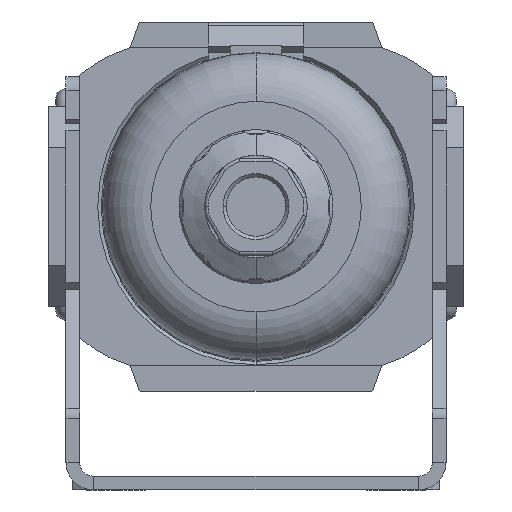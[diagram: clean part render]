
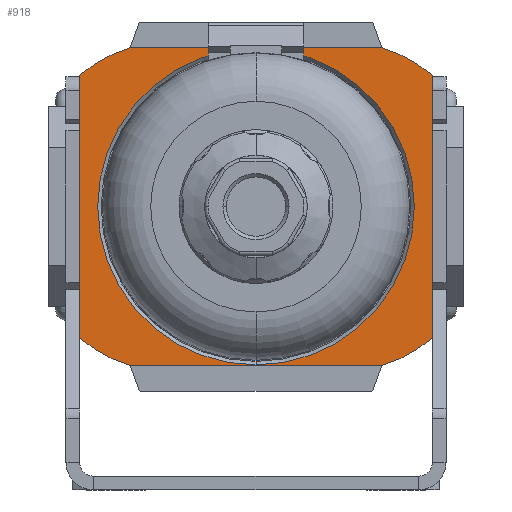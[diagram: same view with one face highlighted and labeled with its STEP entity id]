
A CAD part, front view. The second image highlights one B-rep face of the part: STEP entity #918.
In plain terms, the highlighted planar face has unit normal (0, -1, 0).
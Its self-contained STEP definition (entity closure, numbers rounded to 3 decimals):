
#148 = CARTESIAN_POINT ( 'NONE',  ( 25.5, -31., 19. ) ) ;
#265 = EDGE_CURVE ( 'NONE', #3230, #7223, #2156, .T. ) ;
#372 = ORIENTED_EDGE ( 'NONE', *, *, #10971, .T. ) ;
#429 = EDGE_CURVE ( 'NONE', #1025, #3230, #5120, .T. ) ;
#520 = DIRECTION ( 'NONE',  ( 0., 0., 1. ) ) ;
#650 = CARTESIAN_POINT ( 'NONE',  ( 12.441, -31., -3.852 ) ) ;
#744 = CARTESIAN_POINT ( 'NONE',  ( -25.5, -31., 26.7 ) ) ;
#918 = ADVANCED_FACE ( 'NONE', ( #7908, #2888 ), #9952, .F. ) ;
#1025 = VERTEX_POINT ( 'NONE', #1647 ) ;
#1091 = ORIENTED_EDGE ( 'NONE', *, *, #5063, .T. ) ;
#1164 = CIRCLE ( 'NONE', #3473, 20. ) ;
#1221 = EDGE_CURVE ( 'NONE', #4072, #3875, #9748, .T. ) ;
#1579 = EDGE_LOOP ( 'NONE', ( #10194, #2776 ) ) ;
#1627 = DIRECTION ( 'NONE',  ( 1., 0., 0. ) ) ;
#1646 = CARTESIAN_POINT ( 'NONE',  ( 25.5, -31., 26.7 ) ) ;
#1647 = CARTESIAN_POINT ( 'NONE',  ( 18.217, -31., 23. ) ) ;
#2156 = CIRCLE ( 'NONE', #8208, 20. ) ;
#2185 = AXIS2_PLACEMENT_3D ( 'NONE', #5249, #11863, #6224 ) ;
#2419 = AXIS2_PLACEMENT_3D ( 'NONE', #650, #7317, #1627 ) ;
#2776 = ORIENTED_EDGE ( 'NONE', *, *, #6142, .T. ) ;
#2848 = AXIS2_PLACEMENT_3D ( 'NONE', #8961, #3306, #9925 ) ;
#2887 = EDGE_CURVE ( 'NONE', #6320, #7635, #10939, .T. ) ;
#2888 = FACE_OUTER_BOUND ( 'NONE', #3462, .T. ) ;
#2910 = EDGE_CURVE ( 'NONE', #1025, #11081, #1164, .T. ) ;
#3230 = VERTEX_POINT ( 'NONE', #8996 ) ;
#3306 = DIRECTION ( 'NONE',  ( 0., 1., 0. ) ) ;
#3345 = DIRECTION ( 'NONE',  ( 0., 1., 0. ) ) ;
#3436 = CARTESIAN_POINT ( 'NONE',  ( -25.5, -31., -19. ) ) ;
#3438 = AXIS2_PLACEMENT_3D ( 'NONE', #4577, #11155, #5531 ) ;
#3462 = EDGE_LOOP ( 'NONE', ( #6000, #372, #9873, #12074, #12301, #5800, #3797, #1091 ) ) ;
#3473 = AXIS2_PLACEMENT_3D ( 'NONE', #9019, #3345, #9954 ) ;
#3797 = ORIENTED_EDGE ( 'NONE', *, *, #265, .T. ) ;
#3867 = AXIS2_PLACEMENT_3D ( 'NONE', #11876, #6237, #520 ) ;
#3875 = VERTEX_POINT ( 'NONE', #5016 ) ;
#3989 = CIRCLE ( 'NONE', #2419, 20. ) ;
#4072 = VERTEX_POINT ( 'NONE', #11567 ) ;
#4328 = DIRECTION ( 'NONE',  ( -1., 0., 0. ) ) ;
#4577 = CARTESIAN_POINT ( 'NONE',  ( 0., -31., 0. ) ) ;
#5016 = CARTESIAN_POINT ( 'NONE',  ( 0., -31., 22.9 ) ) ;
#5063 = EDGE_CURVE ( 'NONE', #7223, #7635, #8535, .T. ) ;
#5120 = LINE ( 'NONE', #11853, #7639 ) ;
#5249 = CARTESIAN_POINT ( 'NONE',  ( 25.5, -31., 26.7 ) ) ;
#5306 = VERTEX_POINT ( 'NONE', #6127 ) ;
#5510 = DIRECTION ( 'NONE',  ( 0., 0., -1. ) ) ;
#5531 = DIRECTION ( 'NONE',  ( 0., 0., 1. ) ) ;
#5677 = CARTESIAN_POINT ( 'NONE',  ( 25.5, -31., -23. ) ) ;
#5800 = ORIENTED_EDGE ( 'NONE', *, *, #429, .T. ) ;
#6000 = ORIENTED_EDGE ( 'NONE', *, *, #2887, .F. ) ;
#6127 = CARTESIAN_POINT ( 'NONE',  ( 25.5, -31., -19. ) ) ;
#6142 = EDGE_CURVE ( 'NONE', #3875, #4072, #6291, .T. ) ;
#6224 = DIRECTION ( 'NONE',  ( 0., 0., 1. ) ) ;
#6237 = DIRECTION ( 'NONE',  ( 0., 1., 0. ) ) ;
#6291 = CIRCLE ( 'NONE', #3438, 22.9 ) ;
#6320 = VERTEX_POINT ( 'NONE', #11609 ) ;
#6360 = CARTESIAN_POINT ( 'NONE',  ( 18.217, -31., -23. ) ) ;
#6582 = CARTESIAN_POINT ( 'NONE',  ( -25.5, -31., 19. ) ) ;
#6625 = DIRECTION ( 'NONE',  ( 1., 0., 0. ) ) ;
#6722 = LINE ( 'NONE', #1646, #11720 ) ;
#6806 = EDGE_CURVE ( 'NONE', #11081, #5306, #6722, .T. ) ;
#7061 = CARTESIAN_POINT ( 'NONE',  ( -12.441, -31., 3.852 ) ) ;
#7223 = VERTEX_POINT ( 'NONE', #6582 ) ;
#7317 = DIRECTION ( 'NONE',  ( 0., -1., 0. ) ) ;
#7335 = DIRECTION ( 'NONE',  ( 0., 0., -1. ) ) ;
#7407 = LINE ( 'NONE', #5677, #12133 ) ;
#7635 = VERTEX_POINT ( 'NONE', #3436 ) ;
#7639 = VECTOR ( 'NONE', #4328, 1000. ) ;
#7908 = FACE_BOUND ( 'NONE', #1579, .T. ) ;
#8208 = AXIS2_PLACEMENT_3D ( 'NONE', #7061, #12131, #11678 ) ;
#8535 = LINE ( 'NONE', #744, #10732 ) ;
#8961 = CARTESIAN_POINT ( 'NONE',  ( -12.441, -31., -3.852 ) ) ;
#8996 = CARTESIAN_POINT ( 'NONE',  ( -18.217, -31., 23. ) ) ;
#9019 = CARTESIAN_POINT ( 'NONE',  ( 12.441, -31., 3.852 ) ) ;
#9748 = CIRCLE ( 'NONE', #3867, 22.9 ) ;
#9873 = ORIENTED_EDGE ( 'NONE', *, *, #10647, .T. ) ;
#9925 = DIRECTION ( 'NONE',  ( -1., 0., 0. ) ) ;
#9952 = PLANE ( 'NONE',  #2185 ) ;
#9954 = DIRECTION ( 'NONE',  ( 1., 0., 0. ) ) ;
#10194 = ORIENTED_EDGE ( 'NONE', *, *, #1221, .T. ) ;
#10647 = EDGE_CURVE ( 'NONE', #11844, #5306, #3989, .T. ) ;
#10732 = VECTOR ( 'NONE', #5510, 1000. ) ;
#10939 = CIRCLE ( 'NONE', #2848, 20. ) ;
#10971 = EDGE_CURVE ( 'NONE', #6320, #11844, #7407, .T. ) ;
#11081 = VERTEX_POINT ( 'NONE', #148 ) ;
#11155 = DIRECTION ( 'NONE',  ( 0., 1., 0. ) ) ;
#11567 = CARTESIAN_POINT ( 'NONE',  ( 0., -31., -22.9 ) ) ;
#11609 = CARTESIAN_POINT ( 'NONE',  ( -18.217, -31., -23. ) ) ;
#11678 = DIRECTION ( 'NONE',  ( -1., 0., 0. ) ) ;
#11720 = VECTOR ( 'NONE', #7335, 1000. ) ;
#11844 = VERTEX_POINT ( 'NONE', #6360 ) ;
#11853 = CARTESIAN_POINT ( 'NONE',  ( 25.5, -31., 23. ) ) ;
#11863 = DIRECTION ( 'NONE',  ( 0., 1., 0. ) ) ;
#11876 = CARTESIAN_POINT ( 'NONE',  ( 0., -31., 0. ) ) ;
#12074 = ORIENTED_EDGE ( 'NONE', *, *, #6806, .F. ) ;
#12131 = DIRECTION ( 'NONE',  ( 0., -1., 0. ) ) ;
#12133 = VECTOR ( 'NONE', #6625, 1000. ) ;
#12301 = ORIENTED_EDGE ( 'NONE', *, *, #2910, .F. ) ;
